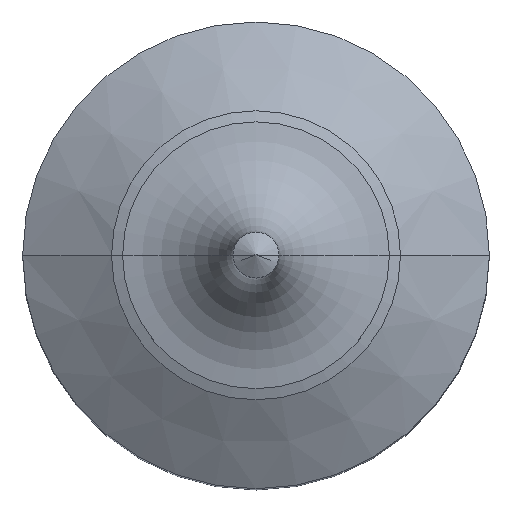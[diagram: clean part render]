
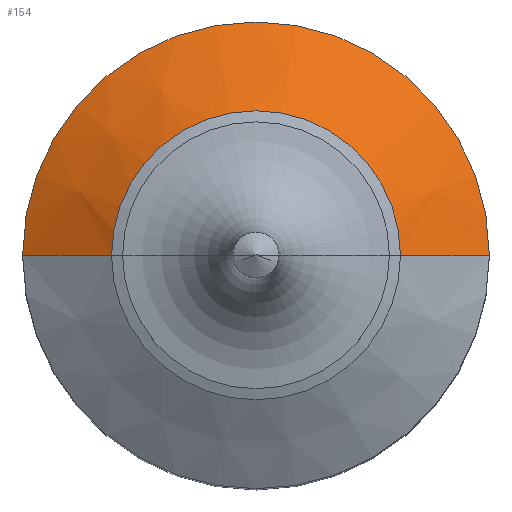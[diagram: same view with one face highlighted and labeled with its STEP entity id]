
A CAD part, top view. The second image highlights one B-rep face of the part: STEP entity #154.
In plain terms, the highlighted conical face has half-angle 60 degrees and reference radius 6.5 mm.
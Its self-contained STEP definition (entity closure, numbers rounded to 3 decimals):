
#3 = ORIENTED_EDGE ( 'NONE', *, *, #69, .F. ) ;
#34 = ORIENTED_EDGE ( 'NONE', *, *, #166, .F. ) ;
#69 = EDGE_CURVE ( 'NONE', #176, #164, #579, .T. ) ;
#137 = ORIENTED_EDGE ( 'NONE', *, *, #145, .T. ) ;
#145 = EDGE_CURVE ( 'NONE', #174, #165, #616, .T. ) ;
#154 = ADVANCED_FACE ( 'NONE', ( #638 ), #672, .T. ) ;
#155 = ORIENTED_EDGE ( 'NONE', *, *, #157, .T. ) ;
#156 = EDGE_LOOP ( 'NONE', ( #155, #137, #34, #3 ) ) ;
#157 = EDGE_CURVE ( 'NONE', #176, #174, #695, .T. ) ;
#164 = VERTEX_POINT ( 'NONE', #666 ) ;
#165 = VERTEX_POINT ( 'NONE', #667 ) ;
#166 = EDGE_CURVE ( 'NONE', #164, #165, #626, .T. ) ;
#174 = VERTEX_POINT ( 'NONE', #664 ) ;
#176 = VERTEX_POINT ( 'NONE', #586 ) ;
#576 = DIRECTION ( 'NONE',  ( -0.866, 0., -0.5 ) ) ;
#577 = VECTOR ( 'NONE', #576, 1000. ) ;
#578 = CARTESIAN_POINT ( 'NONE',  ( -6.5, 0., 82.632 ) ) ;
#579 = LINE ( 'NONE', #578, #577 ) ;
#586 = CARTESIAN_POINT ( 'NONE',  ( -6.5, 0., 82.632 ) ) ;
#610 = DIRECTION ( 'NONE',  ( 0.866, 0., -0.5 ) ) ;
#611 = VECTOR ( 'NONE', #610, 1000. ) ;
#612 = CARTESIAN_POINT ( 'NONE',  ( 0., 0., 82.632 ) ) ;
#616 = LINE ( 'NONE', #649, #611 ) ;
#623 = DIRECTION ( 'NONE',  ( -1., 0., 0. ) ) ;
#624 = DIRECTION ( 'NONE',  ( 0., 0., -1. ) ) ;
#625 = CARTESIAN_POINT ( 'NONE',  ( 0., 0., 82.632 ) ) ;
#626 = CIRCLE ( 'NONE', #668, 10.5 ) ;
#638 = FACE_OUTER_BOUND ( 'NONE', #156, .T. ) ;
#649 = CARTESIAN_POINT ( 'NONE',  ( 6.5, 0., 82.632 ) ) ;
#660 = DIRECTION ( 'NONE',  ( -1., 0., 0. ) ) ;
#661 = DIRECTION ( 'NONE',  ( 0., 0., -1. ) ) ;
#662 = CARTESIAN_POINT ( 'NONE',  ( 0., 0., 80.323 ) ) ;
#664 = CARTESIAN_POINT ( 'NONE',  ( 6.5, 0., 82.632 ) ) ;
#666 = CARTESIAN_POINT ( 'NONE',  ( -10.5, 0., 80.323 ) ) ;
#667 = CARTESIAN_POINT ( 'NONE',  ( 10.5, 0., 80.323 ) ) ;
#668 = AXIS2_PLACEMENT_3D ( 'NONE', #662, #661, #660 ) ;
#672 = CONICAL_SURFACE ( 'NONE', #683, 6.5, 1.047 ) ;
#673 = DIRECTION ( 'NONE',  ( -1., 0., 0. ) ) ;
#674 = DIRECTION ( 'NONE',  ( 0., 0., -1. ) ) ;
#683 = AXIS2_PLACEMENT_3D ( 'NONE', #612, #674, #673 ) ;
#688 = AXIS2_PLACEMENT_3D ( 'NONE', #625, #624, #623 ) ;
#695 = CIRCLE ( 'NONE', #688, 6.5 ) ;
